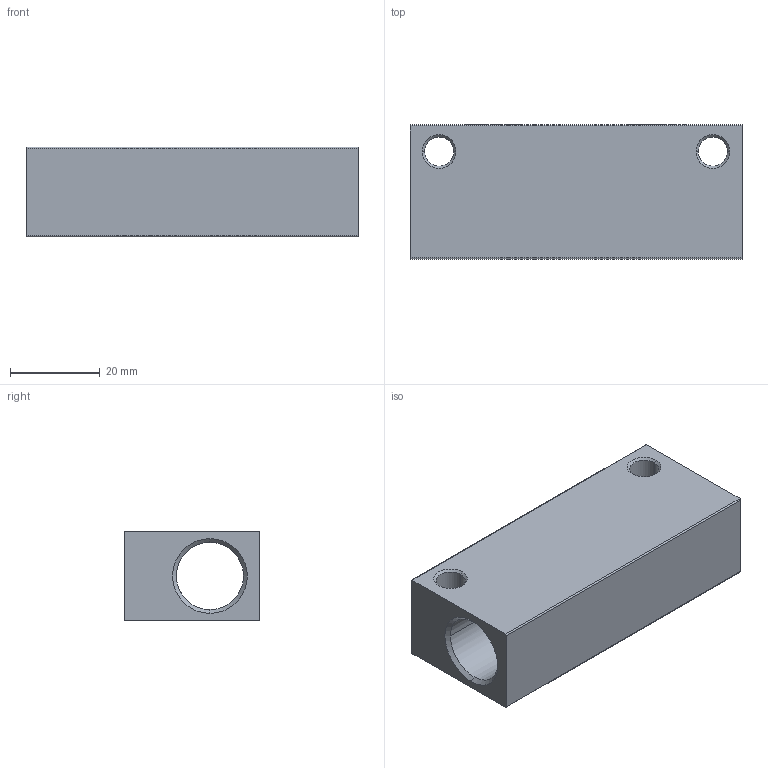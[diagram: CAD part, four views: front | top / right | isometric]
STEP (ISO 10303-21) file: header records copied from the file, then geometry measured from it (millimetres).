
FILE_DESCRIPTION(('STEP AP214'),'1');
FILE_NAME('3311_13_17_02.stp','2016-07-07T14:26:12',('TraceParts'),('TraceParts S.A.'),'Spatial InterOp 3D',' ',' ');
FILE_SCHEMA(('automotive_design'));
Length unit declared in the file: millimetre
Products named in the file (1): Solide1
Bounding box: 74 x 30 x 20 mm (x, y, z)
Volume: 27508.7 mm3; surface area: 12757.9 mm2
Topology: 1 solids, 1 shells, 40 faces, 108 edges, 68 vertices
Faces by surface type: cone 16, cylinder 14, plane 10
Entity records: 1752 total; most frequent: CARTESIAN_POINT 353, DIRECTION 234, ORIENTED_EDGE 216, EDGE_CURVE 108, AXIS2_PLACEMENT_3D 93, VERTEX_POINT 68, CIRCLE 52, EDGE_LOOP 48
